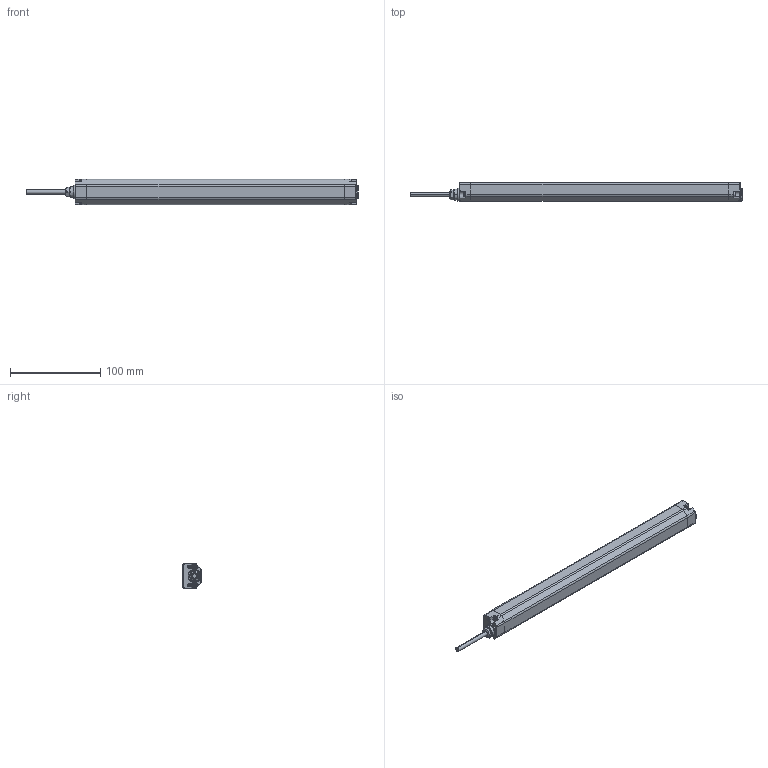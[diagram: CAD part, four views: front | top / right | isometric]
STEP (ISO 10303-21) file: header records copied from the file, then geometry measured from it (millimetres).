
FILE_DESCRIPTION((''),'2;1');
FILE_NAME('154521_SW','2010-11-02T',('banengservice'),('BANNER ENGINEERING'),'PRO/ENGINEER BY PARAMETRIC TECHNOLOGY CORPORATION, 2009141','PRO/ENGINEER BY PARAMETRIC TECHNOLOGY CORPORATION, 2009141','');
FILE_SCHEMA(('CONFIG_CONTROL_DESIGN'));
Length unit declared in the file: inch
Products named in the file (1): 154521_SW
Bounding box: 368.5 x 21 x 28 mm (x, y, z)
Volume: 72202.5 mm3; surface area: 79328.2 mm2
Topology: 2 solids, 2 shells, 725 faces, 1794 edges, 1072 vertices
Faces by surface type: plane 246, cylinder 173, cone 122, torus 95, bspline 77, sphere 12
Entity records: 26773 total; most frequent: CARTESIAN_POINT 9906, ORIENTED_EDGE 3572, DIRECTION 3553, EDGE_CURVE 1786, AXIS2_PLACEMENT_3D 1380, VERTEX_POINT 1072, VECTOR 793, LINE 793
